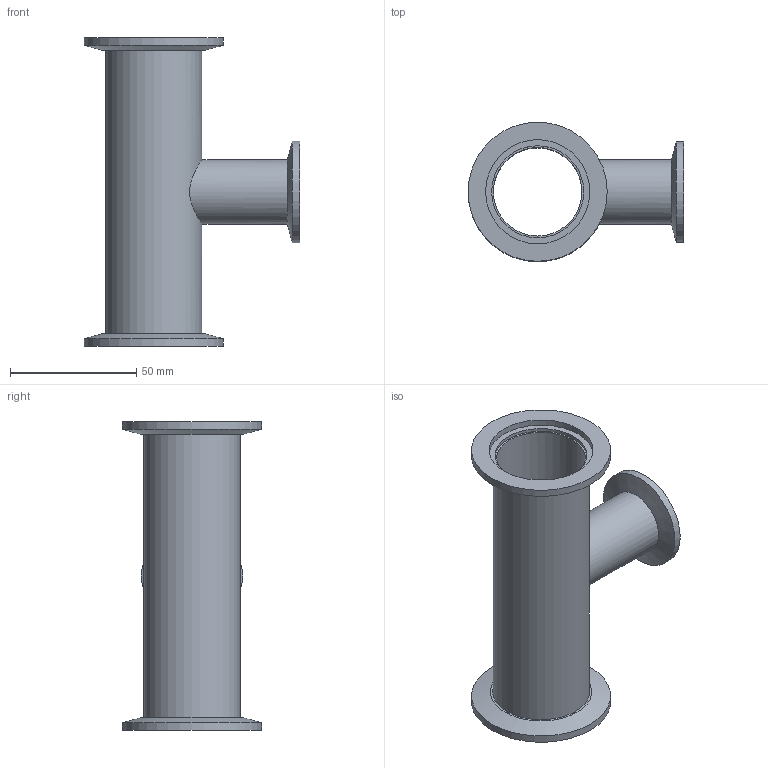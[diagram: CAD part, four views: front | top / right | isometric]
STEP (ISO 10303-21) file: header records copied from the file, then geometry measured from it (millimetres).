
FILE_DESCRIPTION(/* description */ (''),/* implementation_level */ '2;1');
FILE_NAME(/* name */ 'FL-RT40-25KF.stp',/* time_stamp */ '2018-12-19T14:57:15+00:00',/* author */ ('paul'),/* organization */ (''),/* preprocessor_version */ 'ST-DEVELOPER v17.2',/* originating_system */ 'Autodesk Inventor 2019',/* authorisation */ '');
FILE_SCHEMA (('AUTOMOTIVE_DESIGN { 1 0 10303 214 3 1 1 }'));
Length unit declared in the file: millimetre
Products named in the file (5): FL-RT40-25KF; Main tube; side tube; FL-40KF-38W; FL-25KF-25W
Assembly tree (5 placements, depth 2):
  FL-RT40-25KF
    Main tube
    side tube
    FL-40KF-38W  x2
    FL-25KF-25W
Bounding box: 85.3 x 55 x 122 mm (x, y, z)
Volume: 36607.1 mm3; surface area: 41859.1 mm2
Topology: 5 solids, 5 shells, 35 faces, 92 edges, 70 vertices
Faces by surface type: cylinder 18, plane 14, cone 3
Full cylindrical faces by diameter (mm): 22 x1, 23.75 x1, 25.4 x2, 25.6 x1, 26.2 x1, 35 x1, 36.4 x2, 38.1 x1, 38.4 x2, 40 x1, 41.2 x2, 55 x2
Entity records: 1247 total; most frequent: CARTESIAN_POINT 362, DIRECTION 169, ORIENTED_EDGE 138, AXIS2_PLACEMENT_3D 76, EDGE_CURVE 69, VERTEX_POINT 52, CIRCLE 40, EDGE_LOOP 37
